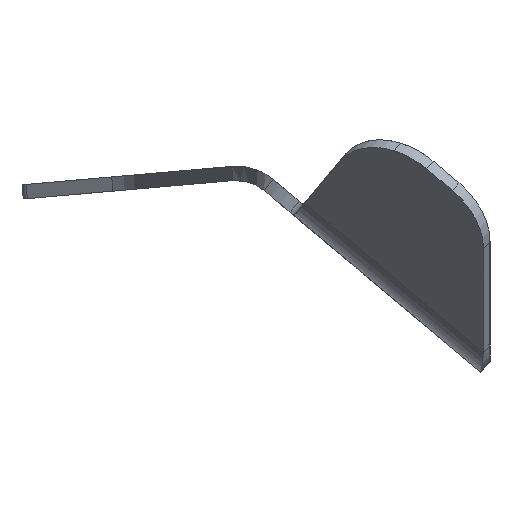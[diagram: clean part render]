
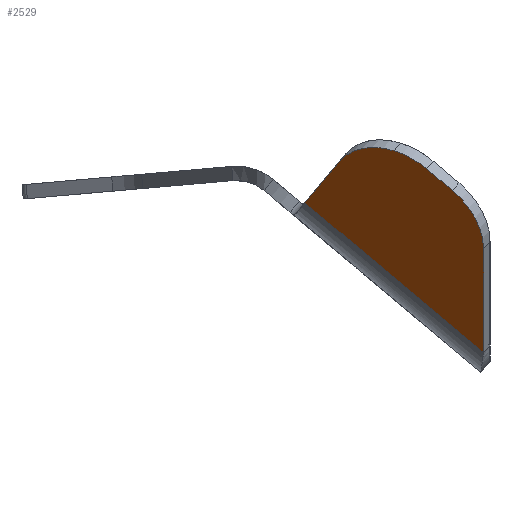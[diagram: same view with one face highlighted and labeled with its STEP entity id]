
A CAD part, left-side view. The second image highlights one B-rep face of the part: STEP entity #2529.
In plain terms, the highlighted planar face has unit normal (-0.707, 0.455, -0.542).
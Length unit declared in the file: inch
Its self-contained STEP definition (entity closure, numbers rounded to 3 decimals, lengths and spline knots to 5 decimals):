
#15 = DIRECTION ( 'NONE',  ( -0.608, 0., 0.794 ) ) ;
#67 = CARTESIAN_POINT ( 'NONE',  ( -6.33572, 1.56489, -6.67188 ) ) ;
#127 = CARTESIAN_POINT ( 'NONE',  ( -7.24994, 0.97724, -5.97155 ) ) ;
#158 = CARTESIAN_POINT ( 'NONE',  ( -6.88867, -0.00069, -7.26374 ) ) ;
#163 = CARTESIAN_POINT ( 'NONE',  ( -6.808, 0.78254, -6.71184 ) ) ;
#208 = CIRCLE ( 'NONE', #3114, 0.625 ) ;
#222 = LINE ( 'NONE', #972, #1486 ) ;
#261 = CARTESIAN_POINT ( 'NONE',  ( -6.808, 0.55603, -6.90191 ) ) ;
#286 = CARTESIAN_POINT ( 'NONE',  ( -7.24994, 0.49847, -6.37329 ) ) ;
#313 = PLANE ( 'NONE',  #1794 ) ;
#327 = CARTESIAN_POINT ( 'NONE',  ( -6.808, 1.26132, -6.3101 ) ) ;
#366 = DIRECTION ( 'NONE',  ( 0.608, 0., -0.794 ) ) ;
#511 = DIRECTION ( 'NONE',  ( 0., 0.766, 0.643 ) ) ;
#602 = ORIENTED_EDGE ( 'NONE', *, *, #1601, .T. ) ;
#682 = CIRCLE ( 'NONE', #2580, 0.625 ) ;
#693 = VERTEX_POINT ( 'NONE', #327 ) ;
#708 = VERTEX_POINT ( 'NONE', #2469 ) ;
#739 = EDGE_LOOP ( 'NONE', ( #3030, #2044, #1701, #903, #2229, #602, #2788 ) ) ;
#880 = VECTOR ( 'NONE', #511, 39.37008 ) ;
#903 = ORIENTED_EDGE ( 'NONE', *, *, #1599, .T. ) ;
#946 = EDGE_CURVE ( 'NONE', #2310, #2152, #1320, .T. ) ;
#972 = CARTESIAN_POINT ( 'NONE',  ( -6.22589, 1.63549, -6.75602 ) ) ;
#1133 = VERTEX_POINT ( 'NONE', #2401 ) ;
#1238 = DIRECTION ( 'NONE',  ( 0.608, 0., -0.794 ) ) ;
#1273 = DIRECTION ( 'NONE',  ( -0.707, 0.455, -0.542 ) ) ;
#1286 = FACE_OUTER_BOUND ( 'NONE', #739, .T. ) ;
#1320 = LINE ( 'NONE', #67, #880 ) ;
#1325 = DIRECTION ( 'NONE',  ( 0.707, -0.455, 0.542 ) ) ;
#1337 = VERTEX_POINT ( 'NONE', #286 ) ;
#1353 = CARTESIAN_POINT ( 'NONE',  ( -6.33572, 1.56489, -6.67188 ) ) ;
#1415 = LINE ( 'NONE', #158, #2683 ) ;
#1469 = CIRCLE ( 'NONE', #3109, 0.625 ) ;
#1486 = VECTOR ( 'NONE', #2010, 39.37008 ) ;
#1599 = EDGE_CURVE ( 'NONE', #1337, #708, #208, .T. ) ;
#1601 = EDGE_CURVE ( 'NONE', #693, #2152, #222, .T. ) ;
#1701 = ORIENTED_EDGE ( 'NONE', *, *, #2594, .F. ) ;
#1794 = AXIS2_PLACEMENT_3D ( 'NONE', #2328, #1325, #15 ) ;
#1872 = EDGE_CURVE ( 'NONE', #1133, #2310, #1415, .T. ) ;
#1882 = LINE ( 'NONE', #127, #2521 ) ;
#2010 = DIRECTION ( 'NONE',  ( 0.707, 0.455, -0.542 ) ) ;
#2044 = ORIENTED_EDGE ( 'NONE', *, *, #2883, .T. ) ;
#2152 = VERTEX_POINT ( 'NONE', #1353 ) ;
#2174 = DIRECTION ( 'NONE',  ( 0., -0.766, -0.643 ) ) ;
#2194 = EDGE_CURVE ( 'NONE', #708, #693, #1469, .T. ) ;
#2229 = ORIENTED_EDGE ( 'NONE', *, *, #2194, .T. ) ;
#2266 = VERTEX_POINT ( 'NONE', #2432 ) ;
#2289 = DIRECTION ( 'NONE',  ( -0.707, 0.455, -0.542 ) ) ;
#2307 = CARTESIAN_POINT ( 'NONE',  ( -6.808, 0.78254, -6.71184 ) ) ;
#2310 = VERTEX_POINT ( 'NONE', #3274 ) ;
#2328 = CARTESIAN_POINT ( 'NONE',  ( -6.22589, 1.63549, -6.75602 ) ) ;
#2401 = CARTESIAN_POINT ( 'NONE',  ( -7.03351, -0.00069, -7.07466 ) ) ;
#2432 = CARTESIAN_POINT ( 'NONE',  ( -7.24994, 0.27195, -6.56336 ) ) ;
#2469 = CARTESIAN_POINT ( 'NONE',  ( -7.18807, 0.78254, -6.21569 ) ) ;
#2521 = VECTOR ( 'NONE', #2174, 39.37008 ) ;
#2529 = ADVANCED_FACE ( 'NONE', ( #1286 ), #313, .F. ) ;
#2541 = DIRECTION ( 'NONE',  ( 0.608, 0., -0.794 ) ) ;
#2580 = AXIS2_PLACEMENT_3D ( 'NONE', #261, #1273, #1238 ) ;
#2594 = EDGE_CURVE ( 'NONE', #1337, #2266, #1882, .T. ) ;
#2683 = VECTOR ( 'NONE', #366, 39.37008 ) ;
#2788 = ORIENTED_EDGE ( 'NONE', *, *, #946, .F. ) ;
#2883 = EDGE_CURVE ( 'NONE', #1133, #2266, #682, .T. ) ;
#2997 = DIRECTION ( 'NONE',  ( 0.608, 0., -0.794 ) ) ;
#3030 = ORIENTED_EDGE ( 'NONE', *, *, #1872, .F. ) ;
#3109 = AXIS2_PLACEMENT_3D ( 'NONE', #163, #3256, #2997 ) ;
#3114 = AXIS2_PLACEMENT_3D ( 'NONE', #2307, #2289, #2541 ) ;
#3256 = DIRECTION ( 'NONE',  ( -0.707, 0.455, -0.542 ) ) ;
#3274 = CARTESIAN_POINT ( 'NONE',  ( -6.33572, -0.00069, -7.98555 ) ) ;
